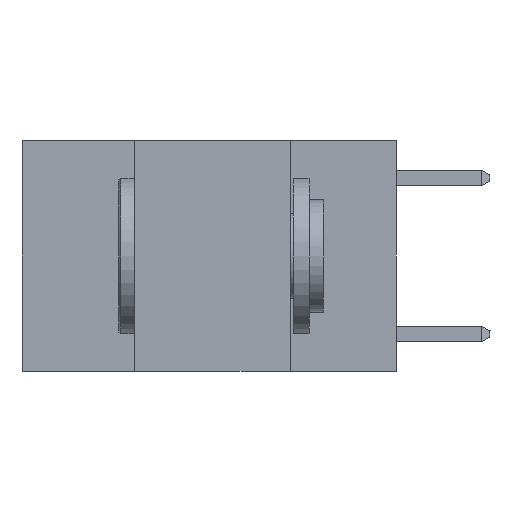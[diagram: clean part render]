
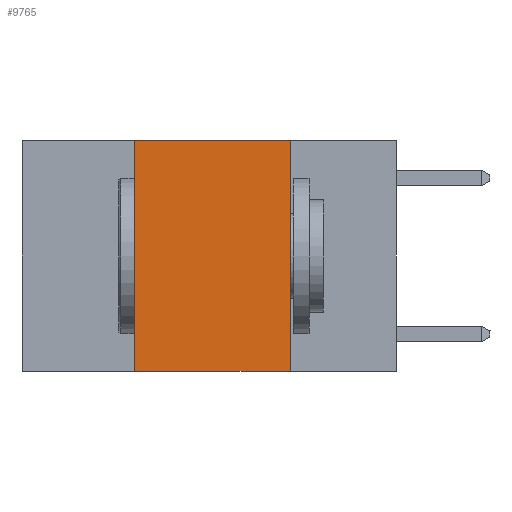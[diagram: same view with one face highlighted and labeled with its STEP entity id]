
A CAD part, left-side view. The second image highlights one B-rep face of the part: STEP entity #9765.
In plain terms, the highlighted planar face has unit normal (-1, 0, 0).
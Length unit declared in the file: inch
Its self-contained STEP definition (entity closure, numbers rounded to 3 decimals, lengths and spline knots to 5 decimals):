
#159 = LINE ( 'NONE', #6103, #2753 ) ;
#167 = ORIENTED_EDGE ( 'NONE', *, *, #4696, .F. ) ;
#675 = CARTESIAN_POINT ( 'NONE',  ( 0., 0.17, 0. ) ) ;
#709 = ORIENTED_EDGE ( 'NONE', *, *, #2629, .F. ) ;
#791 = CARTESIAN_POINT ( 'NONE',  ( 0., 0.6, -0.37 ) ) ;
#940 = CARTESIAN_POINT ( 'NONE',  ( 0., 0.6, 0. ) ) ;
#994 = LINE ( 'NONE', #791, #3298 ) ;
#1065 = AXIS2_PLACEMENT_3D ( 'NONE', #940, #4886, #11808 ) ;
#1252 = DIRECTION ( 'NONE',  ( 0., 0., 1. ) ) ;
#1860 = VERTEX_POINT ( 'NONE', #4145 ) ;
#2629 = EDGE_CURVE ( 'NONE', #12155, #8072, #159, .T. ) ;
#2646 = EDGE_LOOP ( 'NONE', ( #167, #709, #11332, #2883 ) ) ;
#2753 = VECTOR ( 'NONE', #7067, 39.37008 ) ;
#2883 = ORIENTED_EDGE ( 'NONE', *, *, #12438, .T. ) ;
#3298 = VECTOR ( 'NONE', #6647, 39.37008 ) ;
#3807 = LINE ( 'NONE', #675, #6693 ) ;
#4145 = CARTESIAN_POINT ( 'NONE',  ( 0., 0.42, -0.37 ) ) ;
#4696 = EDGE_CURVE ( 'NONE', #8072, #7218, #3807, .T. ) ;
#4886 = DIRECTION ( 'NONE',  ( 1., 0., 0. ) ) ;
#6103 = CARTESIAN_POINT ( 'NONE',  ( 0., 0.6, 0. ) ) ;
#6647 = DIRECTION ( 'NONE',  ( 0., -1., 0. ) ) ;
#6693 = VECTOR ( 'NONE', #12435, 39.37008 ) ;
#7067 = DIRECTION ( 'NONE',  ( 0., -1., 0. ) ) ;
#7218 = VERTEX_POINT ( 'NONE', #11917 ) ;
#7294 = VECTOR ( 'NONE', #1252, 39.37008 ) ;
#8072 = VERTEX_POINT ( 'NONE', #10090 ) ;
#8585 = FACE_OUTER_BOUND ( 'NONE', #2646, .T. ) ;
#9765 = ADVANCED_FACE ( 'NONE', ( #8585 ), #10839, .F. ) ;
#9992 = LINE ( 'NONE', #11083, #7294 ) ;
#10090 = CARTESIAN_POINT ( 'NONE',  ( 0., 0.17, 0. ) ) ;
#10839 = PLANE ( 'NONE',  #1065 ) ;
#11083 = CARTESIAN_POINT ( 'NONE',  ( 0., 0.42, 0. ) ) ;
#11103 = CARTESIAN_POINT ( 'NONE',  ( 0., 0.42, 0. ) ) ;
#11332 = ORIENTED_EDGE ( 'NONE', *, *, #11342, .F. ) ;
#11342 = EDGE_CURVE ( 'NONE', #1860, #12155, #9992, .T. ) ;
#11808 = DIRECTION ( 'NONE',  ( 0., 0., -1. ) ) ;
#11917 = CARTESIAN_POINT ( 'NONE',  ( 0., 0.17, -0.37 ) ) ;
#12155 = VERTEX_POINT ( 'NONE', #11103 ) ;
#12435 = DIRECTION ( 'NONE',  ( 0., 0., -1. ) ) ;
#12438 = EDGE_CURVE ( 'NONE', #1860, #7218, #994, .T. ) ;
